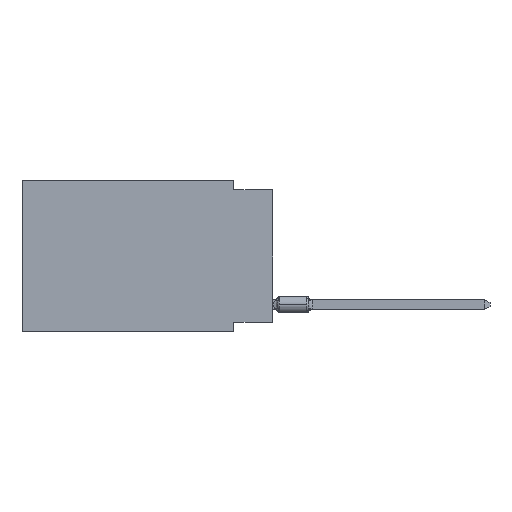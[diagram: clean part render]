
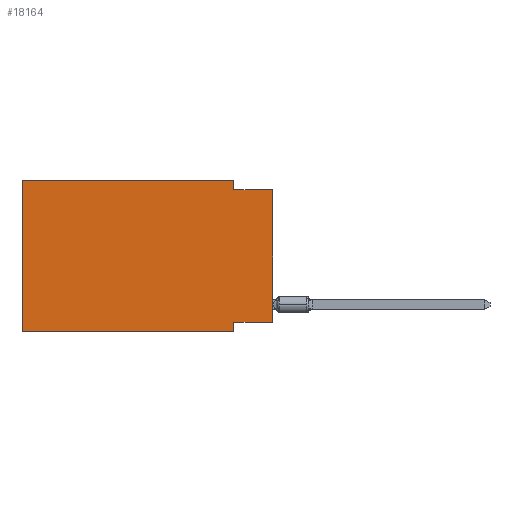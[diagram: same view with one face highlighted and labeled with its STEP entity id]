
A CAD part, left-side view. The second image highlights one B-rep face of the part: STEP entity #18164.
In plain terms, the highlighted planar face has unit normal (-1, 0, 0).
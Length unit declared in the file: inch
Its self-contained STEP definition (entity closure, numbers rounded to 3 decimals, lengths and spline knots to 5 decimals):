
#217 = VERTEX_POINT ( 'NONE', #17781 ) ;
#476 = VERTEX_POINT ( 'NONE', #13828 ) ;
#598 = VERTEX_POINT ( 'NONE', #17651 ) ;
#621 = VECTOR ( 'NONE', #14586, 39.37008 ) ;
#1411 = PLANE ( 'NONE',  #20309 ) ;
#1799 = VECTOR ( 'NONE', #17760, 39.37008 ) ;
#1828 = CARTESIAN_POINT ( 'NONE',  ( 0., 0.645, -0.39 ) ) ;
#1843 = DIRECTION ( 'NONE',  ( 0., 0., 1. ) ) ;
#1885 = EDGE_CURVE ( 'NONE', #9540, #4071, #7877, .T. ) ;
#2391 = VECTOR ( 'NONE', #1843, 39.37008 ) ;
#2622 = VECTOR ( 'NONE', #8303, 39.37008 ) ;
#2660 = VECTOR ( 'NONE', #8564, 39.37008 ) ;
#2861 = ORIENTED_EDGE ( 'NONE', *, *, #5293, .T. ) ;
#2983 = LINE ( 'NONE', #9478, #621 ) ;
#3606 = EDGE_CURVE ( 'NONE', #13254, #598, #8418, .T. ) ;
#4071 = VERTEX_POINT ( 'NONE', #14381 ) ;
#4176 = VECTOR ( 'NONE', #20225, 39.37008 ) ;
#5293 = EDGE_CURVE ( 'NONE', #13254, #217, #14605, .T. ) ;
#5439 = CARTESIAN_POINT ( 'NONE',  ( 0., 0.1, -0.39 ) ) ;
#5537 = DIRECTION ( 'NONE',  ( 0., 0., -1. ) ) ;
#5565 = LINE ( 'NONE', #20042, #2660 ) ;
#6268 = EDGE_CURVE ( 'NONE', #476, #14060, #5565, .T. ) ;
#6277 = CARTESIAN_POINT ( 'NONE',  ( 0., 0.1, -0.365 ) ) ;
#7877 = LINE ( 'NONE', #20940, #1799 ) ;
#7899 = DIRECTION ( 'NONE',  ( 0., 0., -1. ) ) ;
#7978 = LINE ( 'NONE', #20846, #4176 ) ;
#8299 = ORIENTED_EDGE ( 'NONE', *, *, #19586, .F. ) ;
#8303 = DIRECTION ( 'NONE',  ( 0., -1., 0. ) ) ;
#8418 = LINE ( 'NONE', #11327, #2391 ) ;
#8564 = DIRECTION ( 'NONE',  ( 0., 1., 0. ) ) ;
#9478 = CARTESIAN_POINT ( 'NONE',  ( 0., 0.1, 0. ) ) ;
#9540 = VERTEX_POINT ( 'NONE', #16750 ) ;
#9998 = EDGE_CURVE ( 'NONE', #476, #4071, #7978, .T. ) ;
#10002 = EDGE_LOOP ( 'NONE', ( #13432, #11771, #8299, #15140, #13034, #2861, #12513, #10908 ) ) ;
#10794 = DIRECTION ( 'NONE',  ( 0., -1., 0. ) ) ;
#10908 = ORIENTED_EDGE ( 'NONE', *, *, #6268, .F. ) ;
#11327 = CARTESIAN_POINT ( 'NONE',  ( 0., 0.645, 0. ) ) ;
#11610 = VERTEX_POINT ( 'NONE', #20716 ) ;
#11771 = ORIENTED_EDGE ( 'NONE', *, *, #1885, .F. ) ;
#12475 = CARTESIAN_POINT ( 'NONE',  ( 0., 0.645, 0. ) ) ;
#12513 = ORIENTED_EDGE ( 'NONE', *, *, #17947, .F. ) ;
#12717 = LINE ( 'NONE', #19286, #15193 ) ;
#13034 = ORIENTED_EDGE ( 'NONE', *, *, #3606, .F. ) ;
#13254 = VERTEX_POINT ( 'NONE', #19006 ) ;
#13432 = ORIENTED_EDGE ( 'NONE', *, *, #9998, .T. ) ;
#13828 = CARTESIAN_POINT ( 'NONE',  ( 0., 0., -0.365 ) ) ;
#14060 = VERTEX_POINT ( 'NONE', #6277 ) ;
#14284 = DIRECTION ( 'NONE',  ( 1., 0., 0. ) ) ;
#14381 = CARTESIAN_POINT ( 'NONE',  ( 0., 0., -0.025 ) ) ;
#14586 = DIRECTION ( 'NONE',  ( 0., 0., -1. ) ) ;
#14605 = LINE ( 'NONE', #1828, #2622 ) ;
#15140 = ORIENTED_EDGE ( 'NONE', *, *, #17734, .F. ) ;
#15193 = VECTOR ( 'NONE', #10794, 39.37008 ) ;
#15656 = FACE_OUTER_BOUND ( 'NONE', #10002, .T. ) ;
#16750 = CARTESIAN_POINT ( 'NONE',  ( 0., 0.1, -0.025 ) ) ;
#17651 = CARTESIAN_POINT ( 'NONE',  ( 0., 0.645, 0. ) ) ;
#17734 = EDGE_CURVE ( 'NONE', #598, #11610, #12717, .T. ) ;
#17760 = DIRECTION ( 'NONE',  ( 0., -1., 0. ) ) ;
#17781 = CARTESIAN_POINT ( 'NONE',  ( 0., 0.1, -0.39 ) ) ;
#17947 = EDGE_CURVE ( 'NONE', #14060, #217, #18304, .T. ) ;
#18164 = ADVANCED_FACE ( 'NONE', ( #15656 ), #1411, .F. ) ;
#18304 = LINE ( 'NONE', #5439, #18593 ) ;
#18593 = VECTOR ( 'NONE', #5537, 39.37008 ) ;
#19006 = CARTESIAN_POINT ( 'NONE',  ( 0., 0.645, -0.39 ) ) ;
#19286 = CARTESIAN_POINT ( 'NONE',  ( 0., 0.645, 0. ) ) ;
#19586 = EDGE_CURVE ( 'NONE', #11610, #9540, #2983, .T. ) ;
#20042 = CARTESIAN_POINT ( 'NONE',  ( 0., 0., -0.365 ) ) ;
#20225 = DIRECTION ( 'NONE',  ( 0., 0., 1. ) ) ;
#20309 = AXIS2_PLACEMENT_3D ( 'NONE', #12475, #14284, #7899 ) ;
#20716 = CARTESIAN_POINT ( 'NONE',  ( 0., 0.1, 0. ) ) ;
#20846 = CARTESIAN_POINT ( 'NONE',  ( 0., 0., 0. ) ) ;
#20940 = CARTESIAN_POINT ( 'NONE',  ( 0., 0., -0.025 ) ) ;
